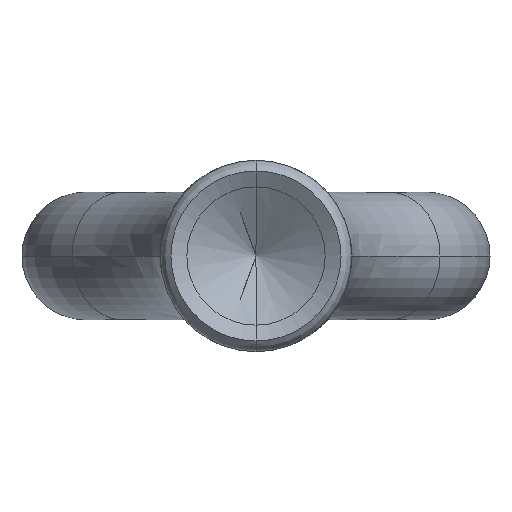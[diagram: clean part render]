
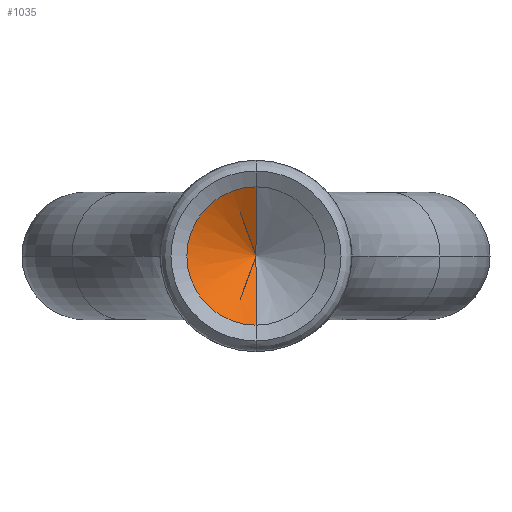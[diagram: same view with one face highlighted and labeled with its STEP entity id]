
A CAD part, front view. The second image highlights one B-rep face of the part: STEP entity #1035.
In plain terms, the highlighted conical face has half-angle 59 degrees and reference radius 3.25 mm.
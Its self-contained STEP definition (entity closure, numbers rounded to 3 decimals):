
#47 = CARTESIAN_POINT ( 'NONE',  ( 6.424, -21.293, 1.25 ) ) ;
#60 = VERTEX_POINT ( 'NONE', #491 ) ;
#61 = ORIENTED_EDGE ( 'NONE', *, *, #915, .T. ) ;
#77 = CARTESIAN_POINT ( 'NONE',  ( 6.424, -21.293, 7.75 ) ) ;
#82 = DIRECTION ( 'NONE',  ( 0., -0.515, 0.857 ) ) ;
#99 = VERTEX_POINT ( 'NONE', #497 ) ;
#120 = CARTESIAN_POINT ( 'NONE',  ( 6.424, -21.293, 4.5 ) ) ;
#185 = DIRECTION ( 'NONE',  ( 0., 0., -1. ) ) ;
#197 = DIRECTION ( 'NONE',  ( 0., -1., 0. ) ) ;
#211 = DIRECTION ( 'NONE',  ( 0., -0.515, -0.857 ) ) ;
#244 = ORIENTED_EDGE ( 'NONE', *, *, #617, .T. ) ;
#322 = CIRCLE ( 'NONE', #801, 3.25 ) ;
#355 = LINE ( 'NONE', #77, #1003 ) ;
#491 = CARTESIAN_POINT ( 'NONE',  ( 6.424, -19.34, 4.5 ) ) ;
#497 = CARTESIAN_POINT ( 'NONE',  ( 6.424, -21.293, 1.25 ) ) ;
#511 = CARTESIAN_POINT ( 'NONE',  ( 6.424, -21.293, 4.5 ) ) ;
#516 = EDGE_CURVE ( 'NONE', #60, #99, #831, .T. ) ;
#617 = EDGE_CURVE ( 'NONE', #60, #1109, #355, .T. ) ;
#630 = FACE_OUTER_BOUND ( 'NONE', #881, .T. ) ;
#644 = CONICAL_SURFACE ( 'NONE', #934, 3.25, 1.03 ) ;
#755 = ORIENTED_EDGE ( 'NONE', *, *, #516, .F. ) ;
#801 = AXIS2_PLACEMENT_3D ( 'NONE', #511, #949, #852 ) ;
#831 = LINE ( 'NONE', #47, #969 ) ;
#852 = DIRECTION ( 'NONE',  ( 0., 0., -1. ) ) ;
#881 = EDGE_LOOP ( 'NONE', ( #755, #244, #61 ) ) ;
#915 = EDGE_CURVE ( 'NONE', #1109, #99, #322, .T. ) ;
#934 = AXIS2_PLACEMENT_3D ( 'NONE', #120, #197, #185 ) ;
#949 = DIRECTION ( 'NONE',  ( 0., -1., 0. ) ) ;
#966 = CARTESIAN_POINT ( 'NONE',  ( 6.424, -21.293, 7.75 ) ) ;
#969 = VECTOR ( 'NONE', #211, 1000. ) ;
#1003 = VECTOR ( 'NONE', #82, 1000. ) ;
#1035 = ADVANCED_FACE ( 'NONE', ( #630 ), #644, .F. ) ;
#1109 = VERTEX_POINT ( 'NONE', #966 ) ;
